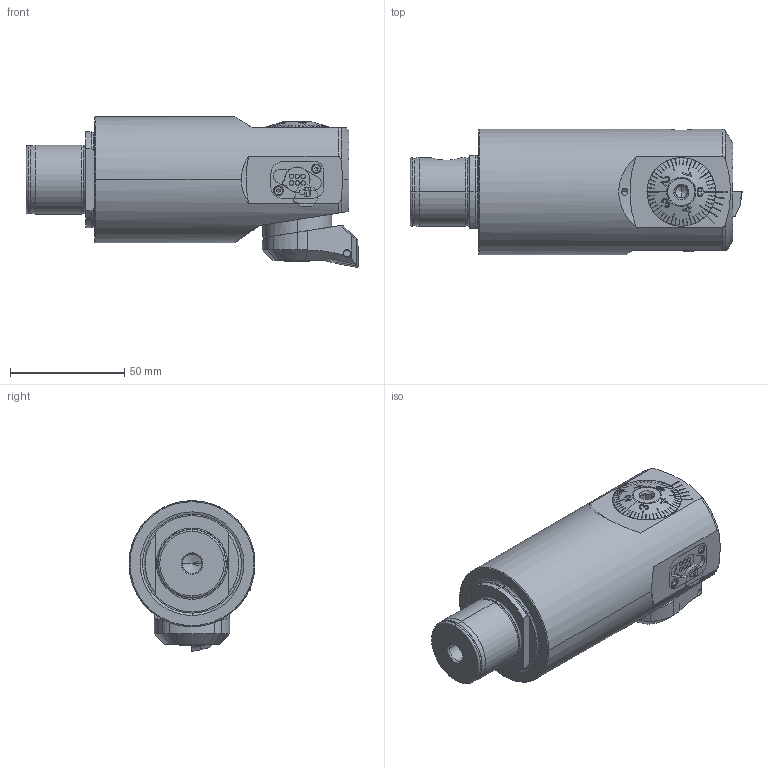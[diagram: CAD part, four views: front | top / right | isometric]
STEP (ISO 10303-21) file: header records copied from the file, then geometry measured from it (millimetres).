
FILE_DESCRIPTION (( 'STEP AP203' ), '1' );
FILE_NAME ('251.550.000.STEP', '2018-02-23T12:49:17', ( 'SWIAdmin' ), ( 'Hewlett-Packard Company' ), 'SwSTEP 2.0', 'SolidWorks 2017', '' );
FILE_SCHEMA (( 'CONFIG_CONTROL_DESIGN' ));
Length unit declared in the file: millimetre
Products named in the file (28): Fxx-BG7.DA2.0xx_F55; A55-BG3.011.033_A_gek〉zt; A55-BG2.012.006_B; WCB-ER2.001.009_A; ISO 4026 - M10 x 8; A55-BG2.011.016_D; F55-WCB.001.013_D_fertigbearbeitet; Fxx-BG7.DA1.0xx_A_F42; F55-BG2.014.015_B; CCMT09T304; PEF-DA1.011.017_A; F55-BG2.015.015_B; MB5-F55.DA1.115_A; F55-WCB.001.013; PEF-DA1.010.032_A; DIN 3771 - 25x1.5; F55-BG1.DA1.030_B; F55-ER1.101.016_A; Fxx-BG7.DA1.0xx_A_F55; Fxx-MAB.xxx.xxx_A_F55; F55-BG1.012.012_A; 251.550.000; ISO 4762 - M2 x 6; F55-BG1.DA2.030_mitte; F55-BG1.DA3.030; DIN 3771 - 13x1; Klebstoff D10; A55-BG2.013.005_C
Assembly tree (32 placements, depth 4):
  251.550.000
    MB5-F55.DA1.115_A
    F55-BG1.DA2.030_mitte
      F55-BG1.DA3.030
        F55-BG1.DA1.030_B
        F55-BG1.012.012_A
      A55-BG2.013.005_C
      A55-BG2.012.006_B
      F55-BG2.015.015_B
        A55-BG2.011.016_D
        F55-BG2.014.015_B
      DIN 3771 - 25x1.5
      Fxx-MAB.xxx.xxx_A_F55
    Klebstoff D10
    A55-BG3.011.033_A_gek〉zt
    ISO 4026 - M10 x 8
    Fxx-BG7.DA2.0xx_F55
      Fxx-BG7.DA1.0xx_A_F42
      PEF-DA1.011.017_A  x2
      PEF-DA1.010.032_A  x3
      Fxx-BG7.DA1.0xx_A_F55
      ISO 4762 - M2 x 6  x2
      DIN 3771 - 13x1
    WCB-ER2.001.009_A
    F55-WCB.001.013
      F55-WCB.001.013_D_fertigbearbeitet
      CCMT09T304
      WCB-ER2.001.009_A
    F55-ER1.101.016_A
Bounding box: 145 x 55 x 65.75 mm (x, y, z)
Volume: 268206.9 mm3; surface area: 59245.1 mm2
Topology: 29 solids, 29 shells, 1218 faces, 3088 edges, 1950 vertices
Faces by surface type: plane 512, cylinder 321, cone 234, torus 100, bspline 47, sphere 4
Entity records: 38782 total; most frequent: CARTESIAN_POINT 10722, ORIENTED_EDGE 5378, DIRECTION 5039, EDGE_CURVE 2689, AXIS2_PLACEMENT_3D 1971, VERTEX_POINT 1711, EDGE_LOOP 1144, LINE 1097
